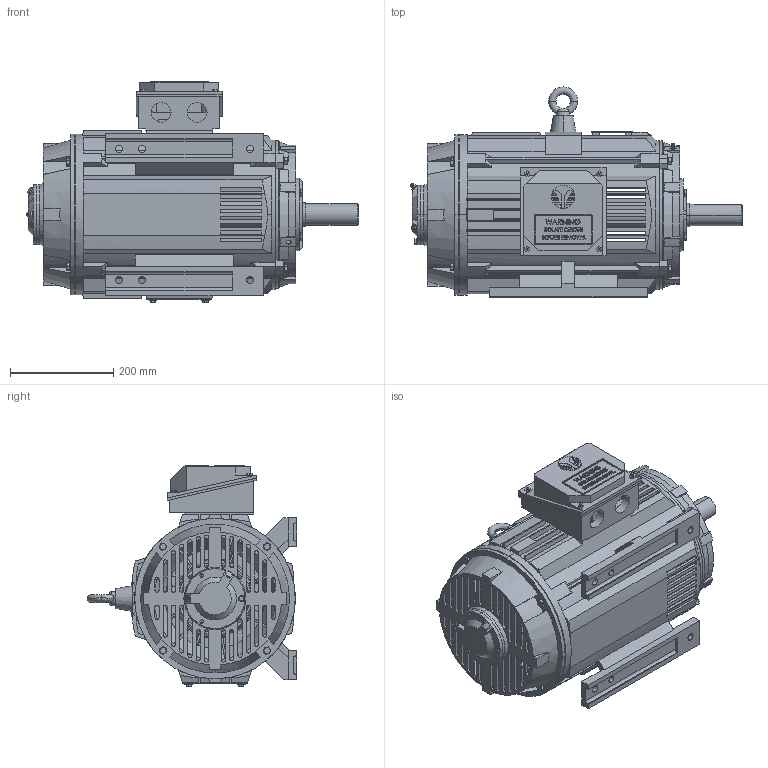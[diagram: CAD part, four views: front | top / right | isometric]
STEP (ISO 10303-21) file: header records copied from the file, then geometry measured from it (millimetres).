
FILE_DESCRIPTION (( 'STEP AP203' ), '1' );
FILE_NAME ('TDC 250T 装配图.STEP', '2013-03-22T08:09:05', ( '微软用户' ), ( '微软中国' ), 'SwSTEP 2.0', 'SolidWorks 2008', '' );
FILE_SCHEMA (( 'CONFIG_CONTROL_DESIGN' ));
Length unit declared in the file: millimetre
Products named in the file (26): TC 160 B3 端盖内止口_默认; TDC 250T 转轴_默认; TDC 250T 转子_默认; TDC 250T 风叶_默认; 铜油嘴_默认; TDC 250T 接线盒盖板_默认; 6_默认; M6-65_默认; 放油嘴_默认; TDC 250T 蚾饜芞; TDC 250T 机壳_默认; TDC 250T 后盖_默认; TDC 250T 轴承外盖_默认; TC 160 轴承外盖DE_默认; 250T接线盒座_默认; 250-280T接线盒盖_默认; 6309_默认; 6308_默认; 油封45-65-8_默认; 吊环M12_默认; M8-60_默认; M8-30_默认; 8_默认; TDC 250T 铭牌_默认; M6-20_默认; M6-10_默认
Assembly tree (53 placements, depth 3):
  TDC 250T 蚾饜芞
    250-280T接线盒盖_默认
    M8-60_默认  x4
    8_默认  x12
    M8-30_默认  x8
    M6-20_默认  x4
    TC 160 轴承外盖DE_默认
    铜油嘴_默认  x2
    TDC 250T 转子_默认
      6308_默认
      6309_默认
      TDC 250T 风叶_默认
      TDC 250T 转轴_默认
    M6-10_默认  x4
    TDC 250T 机壳_默认
    TDC 250T 轴承外盖_默认
    M6-65_默认
    TDC 250T 后盖_默认
    TDC 250T 铭牌_默认
    放油嘴_默认
    6_默认
    油封45-65-8_默认
    TC 160 B3 端盖内止口_默认
    吊环M12_默认
    250T接线盒座_默认
    TDC 250T 接线盒盖板_默认
Bounding box: 643.41 x 406.75 x 427.5 mm (x, y, z)
Volume: 8054984.6 mm3; surface area: 2171807.2 mm2
Topology: 54 solids, 54 shells, 3049 faces, 8348 edges, 5453 vertices
Faces by surface type: plane 1755, cylinder 728, cone 243, bspline 156, torus 139, sphere 28
Entity records: 99034 total; most frequent: CARTESIAN_POINT 30381, ORIENTED_EDGE 14080, DIRECTION 12886, EDGE_CURVE 7040, VERTEX_POINT 4619, AXIS2_PLACEMENT_3D 4424, LINE 4038, VECTOR 4038
